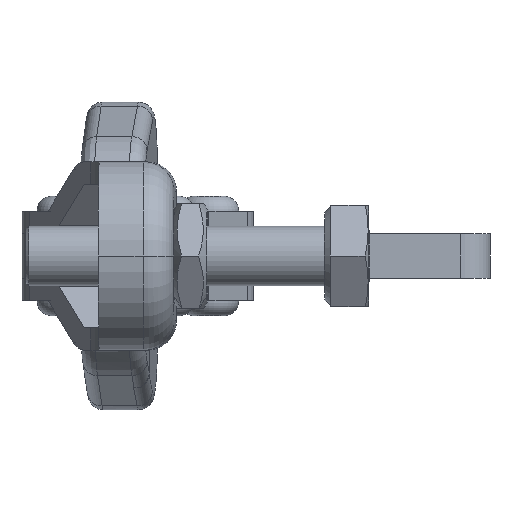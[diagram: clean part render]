
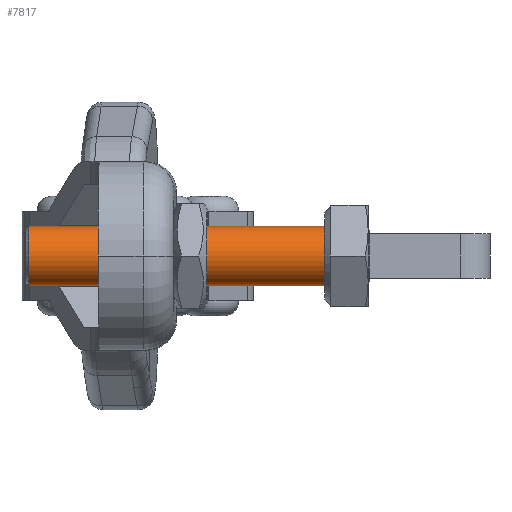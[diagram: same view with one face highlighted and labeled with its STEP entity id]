
A CAD part, left-side view. The second image highlights one B-rep face of the part: STEP entity #7817.
In plain terms, the highlighted cylindrical face has radius 2 mm (diameter 4 mm), a partial arc.
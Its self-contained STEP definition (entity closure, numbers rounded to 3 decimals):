
#2807 = ORIENTED_EDGE ( 'NONE', *, *, #26645, .T. ) ;
#2808 = ORIENTED_EDGE ( 'NONE', *, *, #26641, .T. ) ;
#2809 = ORIENTED_EDGE ( 'NONE', *, *, #26638, .T. ) ;
#2810 = ORIENTED_EDGE ( 'NONE', *, *, #26636, .F. ) ;
#4138 = FACE_OUTER_BOUND ( 'NONE', #5579, .T. ) ;
#4143 = CYLINDRICAL_SURFACE ( 'NONE', #21965, 2. ) ;
#4855 = VERTEX_POINT ( 'NONE', #13925 ) ;
#4886 = VERTEX_POINT ( 'NONE', #13956 ) ;
#5001 = VERTEX_POINT ( 'NONE', #14071 ) ;
#5078 = VERTEX_POINT ( 'NONE', #14148 ) ;
#5579 = EDGE_LOOP ( 'NONE', ( #2807, #2808, #2809, #2810 ) ) ;
#7817 = ADVANCED_FACE ( 'NONE', ( #4138 ), #4143, .T. ) ;
#13925 = CARTESIAN_POINT ( 'NONE',  ( 22.725, 0., 2. ) ) ;
#13956 = CARTESIAN_POINT ( 'NONE',  ( 2.925, 0., 2. ) ) ;
#14071 = CARTESIAN_POINT ( 'NONE',  ( 2.925, 0., -2. ) ) ;
#14148 = CARTESIAN_POINT ( 'NONE',  ( 22.725, 0., -2. ) ) ;
#14947 = DIRECTION ( 'NONE',  ( 0., 0., 1. ) ) ;
#14949 = DIRECTION ( 'NONE',  ( -1., 0., 0. ) ) ;
#14951 = CARTESIAN_POINT ( 'NONE',  ( 22.925, 0., 0. ) ) ;
#16594 = AXIS2_PLACEMENT_3D ( 'NONE', #25635, #25636, #25637 ) ;
#16595 = AXIS2_PLACEMENT_3D ( 'NONE', #25643, #25644, #25645 ) ;
#20152 = LINE ( 'NONE', #25634, #20159 ) ;
#20154 = LINE ( 'NONE', #25628, #20156 ) ;
#20155 = CIRCLE ( 'NONE', #16594, 2. ) ;
#20156 = VECTOR ( 'NONE', #25623, 1000. ) ;
#20157 = CIRCLE ( 'NONE', #16595, 2. ) ;
#20159 = VECTOR ( 'NONE', #25629, 1000. ) ;
#21965 = AXIS2_PLACEMENT_3D ( 'NONE', #14951, #14949, #14947 ) ;
#25623 = DIRECTION ( 'NONE',  ( -1., 0., 0. ) ) ;
#25628 = CARTESIAN_POINT ( 'NONE',  ( 22.925, 0., 2. ) ) ;
#25629 = DIRECTION ( 'NONE',  ( -1., 0., 0. ) ) ;
#25634 = CARTESIAN_POINT ( 'NONE',  ( 22.925, 0., -2. ) ) ;
#25635 = CARTESIAN_POINT ( 'NONE',  ( 2.925, 0., 0. ) ) ;
#25636 = DIRECTION ( 'NONE',  ( 1., 0., 0. ) ) ;
#25637 = DIRECTION ( 'NONE',  ( 0., 0., -1. ) ) ;
#25643 = CARTESIAN_POINT ( 'NONE',  ( 22.725, 0., 0. ) ) ;
#25644 = DIRECTION ( 'NONE',  ( -1., 0., 0. ) ) ;
#25645 = DIRECTION ( 'NONE',  ( 0., 0., -1. ) ) ;
#26636 = EDGE_CURVE ( 'NONE', #4855, #4886, #20154, .T. ) ;
#26638 = EDGE_CURVE ( 'NONE', #5001, #4886, #20155, .T. ) ;
#26641 = EDGE_CURVE ( 'NONE', #5078, #5001, #20152, .T. ) ;
#26645 = EDGE_CURVE ( 'NONE', #4855, #5078, #20157, .T. ) ;
